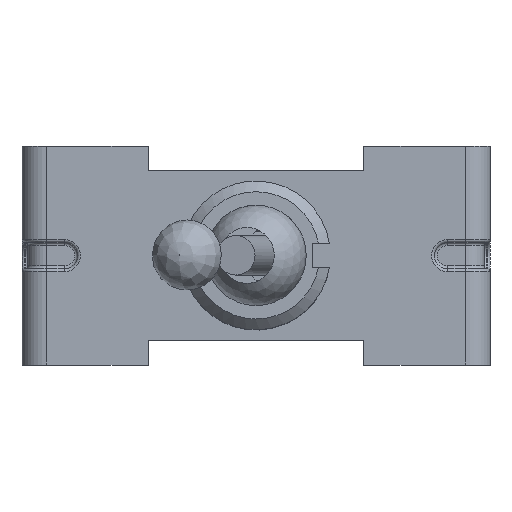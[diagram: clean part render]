
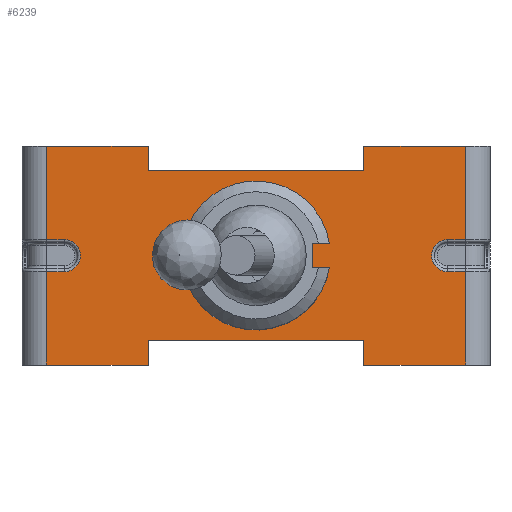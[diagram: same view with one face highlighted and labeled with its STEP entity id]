
A CAD part, top view. The second image highlights one B-rep face of the part: STEP entity #6239.
In plain terms, the highlighted planar face has unit normal (0, 0, 1).
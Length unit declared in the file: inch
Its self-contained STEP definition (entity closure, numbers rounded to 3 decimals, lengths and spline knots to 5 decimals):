
#165=FACE_BOUND('',#829,.T.);
#180=PLANE('',#6680);
#434=FACE_OUTER_BOUND('',#828,.T.);
#828=EDGE_LOOP('',(#4383,#4384,#4385,#4386,#4387,#4388,#4389,#4390,#4391,
#4392,#4393,#4394,#4395,#4396,#4397,#4398,#4399,#4400,#4401,#4402));
#829=EDGE_LOOP('',(#4403,#4404,#4405,#4406));
#1256=LINE('',#9460,#1918);
#1257=LINE('',#9462,#1919);
#1258=LINE('',#9464,#1920);
#1259=LINE('',#9466,#1921);
#1260=LINE('',#9470,#1922);
#1261=LINE('',#9472,#1923);
#1262=LINE('',#9474,#1924);
#1263=LINE('',#9476,#1925);
#1264=LINE('',#9478,#1926);
#1265=LINE('',#9480,#1927);
#1266=LINE('',#9482,#1928);
#1267=LINE('',#9484,#1929);
#1268=LINE('',#9486,#1930);
#1269=LINE('',#9490,#1931);
#1270=LINE('',#9492,#1932);
#1271=LINE('',#9494,#1933);
#1272=LINE('',#9496,#1934);
#1273=LINE('',#9497,#1935);
#1274=LINE('',#9500,#1936);
#1275=LINE('',#9502,#1937);
#1276=LINE('',#9504,#1938);
#1918=VECTOR('',#7389,0.3937);
#1919=VECTOR('',#7390,0.3937);
#1920=VECTOR('',#7391,0.3937);
#1921=VECTOR('',#7392,0.3937);
#1922=VECTOR('',#7395,0.3937);
#1923=VECTOR('',#7396,0.3937);
#1924=VECTOR('',#7397,0.3937);
#1925=VECTOR('',#7398,0.3937);
#1926=VECTOR('',#7399,0.3937);
#1927=VECTOR('',#7400,0.3937);
#1928=VECTOR('',#7401,0.3937);
#1929=VECTOR('',#7402,0.3937);
#1930=VECTOR('',#7403,0.3937);
#1931=VECTOR('',#7406,0.3937);
#1932=VECTOR('',#7407,0.3937);
#1933=VECTOR('',#7408,0.3937);
#1934=VECTOR('',#7409,0.3937);
#1935=VECTOR('',#7410,0.3937);
#1936=VECTOR('',#7411,0.3937);
#1937=VECTOR('',#7412,0.3937);
#1938=VECTOR('',#7413,0.3937);
#2594=CIRCLE('',#6681,0.02638);
#2595=CIRCLE('',#6682,0.02638);
#2596=CIRCLE('',#6683,0.12244);
#2844=VERTEX_POINT('',#9458);
#2845=VERTEX_POINT('',#9459);
#2846=VERTEX_POINT('',#9461);
#2847=VERTEX_POINT('',#9463);
#2848=VERTEX_POINT('',#9465);
#2849=VERTEX_POINT('',#9467);
#2850=VERTEX_POINT('',#9469);
#2851=VERTEX_POINT('',#9471);
#2852=VERTEX_POINT('',#9473);
#2853=VERTEX_POINT('',#9475);
#2854=VERTEX_POINT('',#9477);
#2855=VERTEX_POINT('',#9479);
#2856=VERTEX_POINT('',#9481);
#2857=VERTEX_POINT('',#9483);
#2858=VERTEX_POINT('',#9485);
#2859=VERTEX_POINT('',#9487);
#2860=VERTEX_POINT('',#9489);
#2861=VERTEX_POINT('',#9491);
#2862=VERTEX_POINT('',#9493);
#2863=VERTEX_POINT('',#9495);
#2864=VERTEX_POINT('',#9498);
#2865=VERTEX_POINT('',#9499);
#2866=VERTEX_POINT('',#9501);
#2867=VERTEX_POINT('',#9503);
#3418=EDGE_CURVE('',#2844,#2845,#1256,.T.);
#3419=EDGE_CURVE('',#2845,#2846,#1257,.T.);
#3420=EDGE_CURVE('',#2846,#2847,#1258,.T.);
#3421=EDGE_CURVE('',#2848,#2847,#1259,.T.);
#3422=EDGE_CURVE('',#2849,#2848,#2594,.T.);
#3423=EDGE_CURVE('',#2850,#2849,#1260,.T.);
#3424=EDGE_CURVE('',#2850,#2851,#1261,.T.);
#3425=EDGE_CURVE('',#2852,#2851,#1262,.T.);
#3426=EDGE_CURVE('',#2852,#2853,#1263,.T.);
#3427=EDGE_CURVE('',#2853,#2854,#1264,.T.);
#3428=EDGE_CURVE('',#2854,#2855,#1265,.T.);
#3429=EDGE_CURVE('',#2855,#2856,#1266,.T.);
#3430=EDGE_CURVE('',#2856,#2857,#1267,.T.);
#3431=EDGE_CURVE('',#2858,#2857,#1268,.T.);
#3432=EDGE_CURVE('',#2859,#2858,#2595,.T.);
#3433=EDGE_CURVE('',#2860,#2859,#1269,.T.);
#3434=EDGE_CURVE('',#2860,#2861,#1270,.T.);
#3435=EDGE_CURVE('',#2862,#2861,#1271,.T.);
#3436=EDGE_CURVE('',#2862,#2863,#1272,.T.);
#3437=EDGE_CURVE('',#2863,#2844,#1273,.T.);
#3438=EDGE_CURVE('',#2864,#2865,#1274,.T.);
#3439=EDGE_CURVE('',#2866,#2864,#1275,.T.);
#3440=EDGE_CURVE('',#2867,#2866,#1276,.T.);
#3441=EDGE_CURVE('',#2865,#2867,#2596,.T.);
#4383=ORIENTED_EDGE('',*,*,#3418,.T.);
#4384=ORIENTED_EDGE('',*,*,#3419,.T.);
#4385=ORIENTED_EDGE('',*,*,#3420,.T.);
#4386=ORIENTED_EDGE('',*,*,#3421,.F.);
#4387=ORIENTED_EDGE('',*,*,#3422,.F.);
#4388=ORIENTED_EDGE('',*,*,#3423,.F.);
#4389=ORIENTED_EDGE('',*,*,#3424,.T.);
#4390=ORIENTED_EDGE('',*,*,#3425,.F.);
#4391=ORIENTED_EDGE('',*,*,#3426,.T.);
#4392=ORIENTED_EDGE('',*,*,#3427,.T.);
#4393=ORIENTED_EDGE('',*,*,#3428,.T.);
#4394=ORIENTED_EDGE('',*,*,#3429,.T.);
#4395=ORIENTED_EDGE('',*,*,#3430,.T.);
#4396=ORIENTED_EDGE('',*,*,#3431,.F.);
#4397=ORIENTED_EDGE('',*,*,#3432,.F.);
#4398=ORIENTED_EDGE('',*,*,#3433,.F.);
#4399=ORIENTED_EDGE('',*,*,#3434,.T.);
#4400=ORIENTED_EDGE('',*,*,#3435,.F.);
#4401=ORIENTED_EDGE('',*,*,#3436,.T.);
#4402=ORIENTED_EDGE('',*,*,#3437,.T.);
#4403=ORIENTED_EDGE('',*,*,#3438,.F.);
#4404=ORIENTED_EDGE('',*,*,#3439,.F.);
#4405=ORIENTED_EDGE('',*,*,#3440,.F.);
#4406=ORIENTED_EDGE('',*,*,#3441,.F.);
#6239=ADVANCED_FACE('',(#434,#165),#180,.T.);
#6680=AXIS2_PLACEMENT_3D('',#9457,#7387,#7388);
#6681=AXIS2_PLACEMENT_3D('',#9468,#7393,#7394);
#6682=AXIS2_PLACEMENT_3D('',#9488,#7404,#7405);
#6683=AXIS2_PLACEMENT_3D('',#9505,#7414,#7415);
#7387=DIRECTION('center_axis',(0.,0.,
1.));
#7388=DIRECTION('ref_axis',(1.,0.,0.));
#7389=DIRECTION('',(0.,1.,0.));
#7390=DIRECTION('',(-1.,0.,0.));
#7391=DIRECTION('',(0.,-1.,0.));
#7392=DIRECTION('',(-1.,0.,0.));
#7393=DIRECTION('center_axis',(0.,0.,
1.));
#7394=DIRECTION('ref_axis',(1.,0.,0.));
#7395=DIRECTION('',(1.,0.,0.));
#7396=DIRECTION('',(0.,-1.,0.));
#7397=DIRECTION('',(-1.,0.,0.));
#7398=DIRECTION('',(0.,1.,0.));
#7399=DIRECTION('',(1.,0.,0.));
#7400=DIRECTION('',(0.,-1.,0.));
#7401=DIRECTION('',(1.,0.,0.));
#7402=DIRECTION('',(0.,1.,0.));
#7403=DIRECTION('',(1.,0.,0.));
#7404=DIRECTION('center_axis',(0.,0.,
1.));
#7405=DIRECTION('ref_axis',(-1.,0.,0.));
#7406=DIRECTION('',(-1.,0.,0.));
#7407=DIRECTION('',(0.,1.,0.));
#7408=DIRECTION('',(1.,0.,0.));
#7409=DIRECTION('',(0.,-1.,0.));
#7410=DIRECTION('',(-1.,0.,0.));
#7411=DIRECTION('',(1.,0.,0.));
#7412=DIRECTION('',(0.,1.,0.));
#7413=DIRECTION('',(-1.,0.,0.));
#7414=DIRECTION('center_axis',(0.,0.,
1.));
#7415=DIRECTION('ref_axis',(0.986,0.164,0.));
#9457=CARTESIAN_POINT('Origin',(0.,0.,
0.37008));
#9458=CARTESIAN_POINT('',(-0.17717,0.13937,0.37008));
#9459=CARTESIAN_POINT('',(-0.17717,0.17992,0.37008));
#9460=CARTESIAN_POINT('',(-0.17717,0.075,0.37008));
#9461=CARTESIAN_POINT('',(-0.34488,0.17992,0.37008));
#9462=CARTESIAN_POINT('',(-0.22913,0.17992,0.37008));
#9463=CARTESIAN_POINT('',(-0.34488,0.02638,0.37008));
#9464=CARTESIAN_POINT('',(-0.34488,0.075,0.37008));
#9465=CARTESIAN_POINT('',(-0.31535,0.02638,0.37008));
#9466=CARTESIAN_POINT('',(-0.19252,0.02638,0.37008));
#9467=CARTESIAN_POINT('',(-0.31535,-0.02638,0.37008));
#9468=CARTESIAN_POINT('Origin',(-0.31535,0.,
0.37008));
#9469=CARTESIAN_POINT('',(-0.34488,-0.02638,0.37008));
#9470=CARTESIAN_POINT('',(-0.19252,-0.02638,0.37008));
#9471=CARTESIAN_POINT('',(-0.34488,-0.17992,0.37008));
#9472=CARTESIAN_POINT('',(-0.34488,0.075,0.37008));
#9473=CARTESIAN_POINT('',(-0.17717,-0.17992,0.37008));
#9474=CARTESIAN_POINT('',(-0.22913,-0.17992,0.37008));
#9475=CARTESIAN_POINT('',(-0.17717,-0.13937,0.37008));
#9476=CARTESIAN_POINT('',(-0.17717,-0.06969,0.37008));
#9477=CARTESIAN_POINT('',(0.17717,-0.13937,0.37008));
#9478=CARTESIAN_POINT('',(0.08858,-0.13937,0.37008));
#9479=CARTESIAN_POINT('',(0.17717,-0.17992,0.37008));
#9480=CARTESIAN_POINT('',(0.17717,-0.075,0.37008));
#9481=CARTESIAN_POINT('',(0.34488,-0.17992,0.37008));
#9482=CARTESIAN_POINT('',(0.22913,-0.17992,0.37008));
#9483=CARTESIAN_POINT('',(0.34488,-0.02638,0.37008));
#9484=CARTESIAN_POINT('',(0.34488,-0.075,0.37008));
#9485=CARTESIAN_POINT('',(0.31535,-0.02638,0.37008));
#9486=CARTESIAN_POINT('',(0.19252,-0.02638,0.37008));
#9487=CARTESIAN_POINT('',(0.31535,0.02638,0.37008));
#9488=CARTESIAN_POINT('Origin',(0.31535,0.,
0.37008));
#9489=CARTESIAN_POINT('',(0.34488,0.02638,0.37008));
#9490=CARTESIAN_POINT('',(0.19252,0.02638,0.37008));
#9491=CARTESIAN_POINT('',(0.34488,0.17992,0.37008));
#9492=CARTESIAN_POINT('',(0.34488,-0.075,0.37008));
#9493=CARTESIAN_POINT('',(0.17717,0.17992,0.37008));
#9494=CARTESIAN_POINT('',(0.22913,0.17992,0.37008));
#9495=CARTESIAN_POINT('',(0.17717,0.13937,0.37008));
#9496=CARTESIAN_POINT('',(0.17717,0.06969,0.37008));
#9497=CARTESIAN_POINT('',(-0.08858,0.13937,0.37008));
#9498=CARTESIAN_POINT('',(0.09283,0.02008,0.37008));
#9499=CARTESIAN_POINT('',(0.12078,0.02008,0.37008));
#9500=CARTESIAN_POINT('',(0.09283,0.02008,0.37008));
#9501=CARTESIAN_POINT('',(0.09283,-0.02008,0.37008));
#9502=CARTESIAN_POINT('',(0.09283,-0.02008,0.37008));
#9503=CARTESIAN_POINT('',(0.12078,-0.02008,0.37008));
#9504=CARTESIAN_POINT('',(0.12078,-0.02008,0.37008));
#9505=CARTESIAN_POINT('Origin',(0.,0.,
0.37008));
